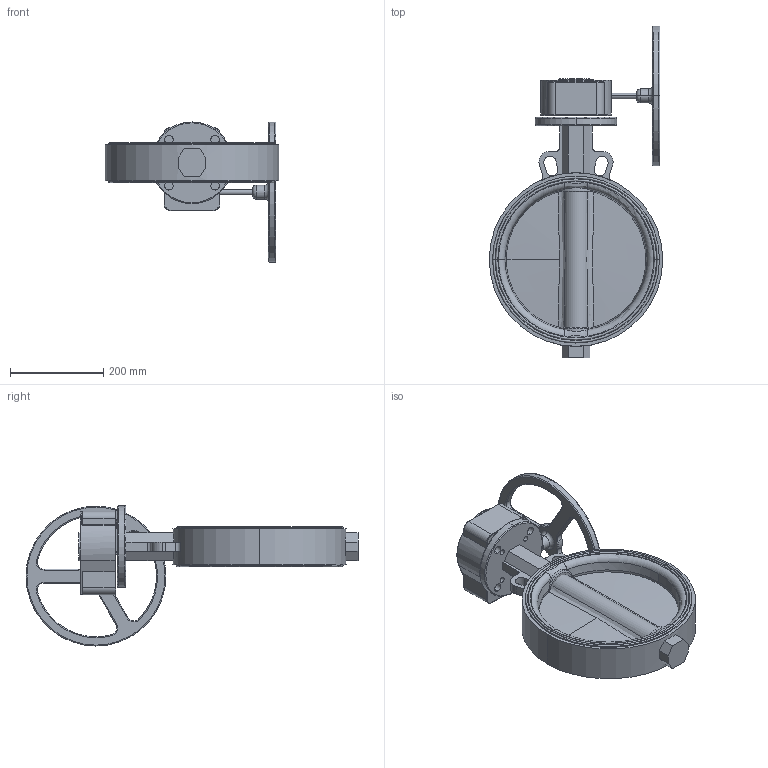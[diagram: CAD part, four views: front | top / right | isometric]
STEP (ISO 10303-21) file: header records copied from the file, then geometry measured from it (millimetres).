
FILE_DESCRIPTION (( 'STEP AP214' ), '1' );
FILE_NAME ('NS-1200-WAFER-GEAR.step', '2019-03-07T20:57:27', ( '' ), ( '' ), 'SwSTEP 2.0', 'SolidWorks 2019', '' );
FILE_SCHEMA (( 'AUTOMOTIVE_DESIGN' ));
Length unit declared in the file: inch
Products named in the file (1): NS-1200-WAFER-GEAR
Bounding box: 372 x 712 x 300.5 mm (x, y, z)
Surface area: 668313.6 mm2 (no closed solid volume)
Topology: 0 solids, 5 shells, 309 faces, 788 edges, 491 vertices
Faces by surface type: cylinder 123, torus 80, plane 67, bspline 21, cone 18
Entity records: 18281 total; most frequent: CARTESIAN_POINT 6745, DIRECTION 1661, ORIENTED_EDGE 1506, EDGE_CURVE 788, AXIS2_PLACEMENT_3D 706, VERTEX_POINT 491, CIRCLE 417, EDGE_LOOP 354
